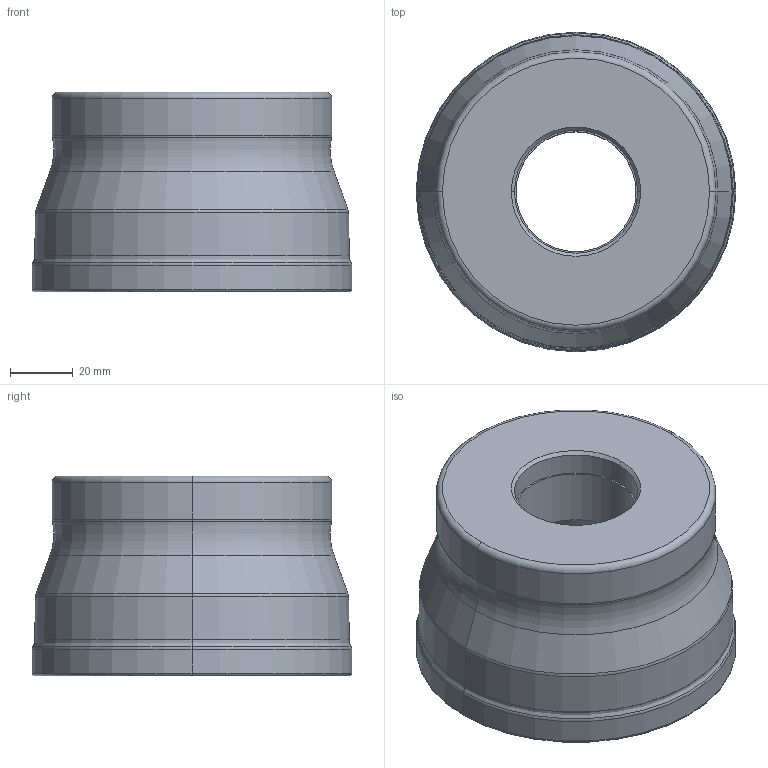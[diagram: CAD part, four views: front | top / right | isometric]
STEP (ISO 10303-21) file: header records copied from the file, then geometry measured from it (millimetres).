
FILE_DESCRIPTION(/* description */ (''),/* implementation_level */ '2;1');
FILE_NAME(/* name */ 'WWX400UR4_0009EA_IR0_031.stp',/* time_stamp */ '2021-02-02T08:24:48+09:00',/* author */ (''),/* organization */ (''),/* preprocessor_version */ 'ST-DEVELOPER v16',/* originating_system */ 'SIEMENS PLM Software NX 10.0',/* authorisation */ '');
FILE_SCHEMA (('AUTOMOTIVE_DESIGN { 1 0 10303 214 3 1 1 1 }'));
Length unit declared in the file: millimetre
Products named in the file (1): WWX400UR4_0009EA_IR0_031_ASM
Bounding box: 101.6 x 101.6 x 63.5 mm (x, y, z)
Volume: 370854.4 mm3; surface area: 51319.8 mm2
Topology: 2 solids, 2 shells, 121 faces, 325 edges, 243 vertices
Faces by surface type: torus 42, revolution 26, cone 18, cylinder 16, bspline 14, plane 5
Entity records: 5157 total; most frequent: CARTESIAN_POINT 1907, DIRECTION 726, ORIENTED_EDGE 588, AXIS2_PLACEMENT_3D 332, EDGE_CURVE 294, CIRCLE 240, VERTEX_POINT 178, EDGE_LOOP 126
